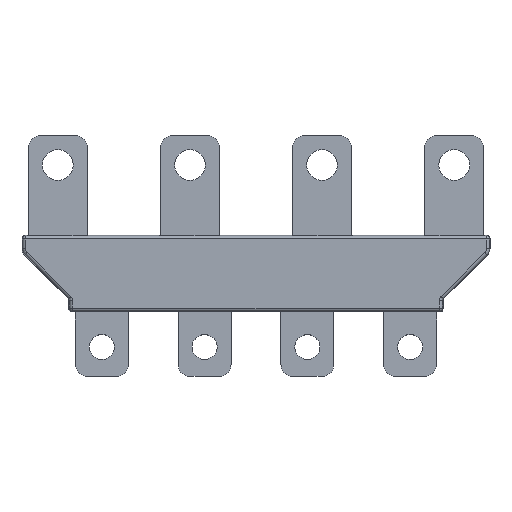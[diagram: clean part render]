
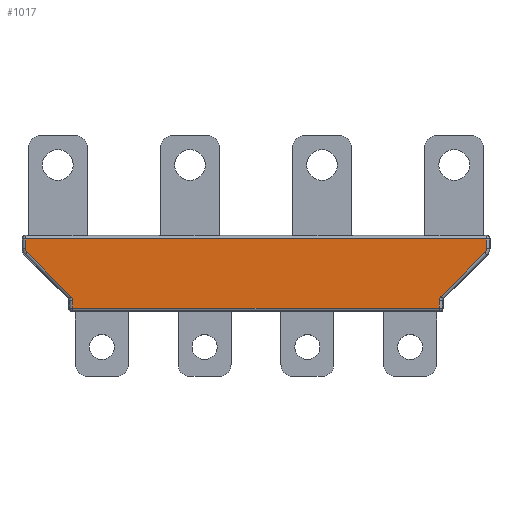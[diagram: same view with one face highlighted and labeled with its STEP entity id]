
A CAD part, top view. The second image highlights one B-rep face of the part: STEP entity #1017.
In plain terms, the highlighted planar face has unit normal (0, 0, 1).
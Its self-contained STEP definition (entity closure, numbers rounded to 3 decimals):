
#353=PLANE('',#8135);
#1017=ADVANCED_FACE('PLAN_FACE7',(#1506),#353,.T.);
#1506=FACE_OUTER_BOUND('',#1863,.T.);
#1863=EDGE_LOOP('',(#3079,#3080,#3081,#3082,#3083,#3084,#3085,#3086,#3087,
#3088,#3089,#3090));
#2256=ELLIPSE('',#8131,2.,2.);
#2257=ELLIPSE('',#8132,2.,2.);
#2258=ELLIPSE('',#8133,2.,2.);
#2259=ELLIPSE('',#8134,2.,2.);
#3079=ORIENTED_EDGE('',*,*,#5772,.T.);
#3080=ORIENTED_EDGE('',*,*,#5773,.T.);
#3081=ORIENTED_EDGE('',*,*,#5774,.T.);
#3082=ORIENTED_EDGE('',*,*,#5775,.T.);
#3083=ORIENTED_EDGE('',*,*,#5776,.T.);
#3084=ORIENTED_EDGE('',*,*,#5777,.T.);
#3085=ORIENTED_EDGE('',*,*,#5778,.T.);
#3086=ORIENTED_EDGE('',*,*,#5779,.T.);
#3087=ORIENTED_EDGE('',*,*,#5780,.T.);
#3088=ORIENTED_EDGE('',*,*,#5781,.T.);
#3089=ORIENTED_EDGE('',*,*,#5782,.T.);
#3090=ORIENTED_EDGE('',*,*,#5783,.T.);
#4615=VERTEX_POINT('',#11388);
#4627=VERTEX_POINT('',#11417);
#4775=VERTEX_POINT('',#11914);
#4776=VERTEX_POINT('',#11915);
#4777=VERTEX_POINT('',#11917);
#4778=VERTEX_POINT('',#11920);
#4779=VERTEX_POINT('',#11922);
#4780=VERTEX_POINT('',#11924);
#4781=VERTEX_POINT('',#11926);
#4782=VERTEX_POINT('',#11929);
#4783=VERTEX_POINT('',#11931);
#4784=VERTEX_POINT('',#11933);
#5772=EDGE_CURVE('',#4775,#4776,#2256,.T.);
#5773=EDGE_CURVE('',#4776,#4777,#6834,.T.);
#5774=EDGE_CURVE('',#4777,#4627,#6835,.T.);
#5775=EDGE_CURVE('',#4627,#4778,#6836,.T.);
#5776=EDGE_CURVE('',#4778,#4779,#2257,.T.);
#5777=EDGE_CURVE('',#4779,#4780,#6837,.T.);
#5778=EDGE_CURVE('',#4780,#4781,#2258,.T.);
#5779=EDGE_CURVE('',#4781,#4615,#6838,.T.);
#5780=EDGE_CURVE('',#4615,#4782,#6839,.T.);
#5781=EDGE_CURVE('',#4782,#4783,#6840,.T.);
#5782=EDGE_CURVE('',#4783,#4784,#2259,.T.);
#5783=EDGE_CURVE('',#4784,#4775,#6841,.T.);
#6834=LINE('',#11916,#7489);
#6835=LINE('',#11918,#7490);
#6836=LINE('',#11919,#7491);
#6837=LINE('',#11923,#7492);
#6838=LINE('',#11927,#7493);
#6839=LINE('',#11928,#7494);
#6840=LINE('',#11930,#7495);
#6841=LINE('',#11934,#7496);
#7489=VECTOR('',#9557,1.);
#7490=VECTOR('',#9558,1.);
#7491=VECTOR('',#9559,1.);
#7492=VECTOR('',#9562,1.);
#7493=VECTOR('',#9565,1.);
#7494=VECTOR('',#9566,1.);
#7495=VECTOR('',#9567,1.);
#7496=VECTOR('',#9570,1.);
#8131=AXIS2_PLACEMENT_3D('',#11913,#9555,#9556);
#8132=AXIS2_PLACEMENT_3D('',#11921,#9560,#9561);
#8133=AXIS2_PLACEMENT_3D('',#11925,#9563,#9564);
#8134=AXIS2_PLACEMENT_3D('',#11932,#9568,#9569);
#8135=AXIS2_PLACEMENT_3D('',#11935,#9571,#9572);
#9555=DIRECTION('',(0.,0.,1.));
#9556=DIRECTION('',(0.924,-0.383,0.));
#9557=DIRECTION('',(0.,1.,0.));
#9558=DIRECTION('',(-1.,0.,0.));
#9559=DIRECTION('',(0.,-1.,0.));
#9560=DIRECTION('',(0.,0.,1.));
#9561=DIRECTION('',(-0.924,-0.383,0.));
#9562=DIRECTION('',(0.707,-0.707,0.));
#9563=DIRECTION('',(0.,0.,-1.));
#9564=DIRECTION('',(-0.924,-0.383,0.));
#9565=DIRECTION('',(0.,-1.,0.));
#9566=DIRECTION('',(1.,0.,0.));
#9567=DIRECTION('',(0.,1.,0.));
#9568=DIRECTION('',(0.,0.,-1.));
#9569=DIRECTION('',(0.924,-0.383,0.));
#9570=DIRECTION('',(0.707,0.707,0.));
#9571=DIRECTION('',(0.,0.,1.));
#9572=DIRECTION('',(1.,0.,0.));
#11388=CARTESIAN_POINT('',(-62.499,-11.799,12.5));
#11417=CARTESIAN_POINT('',(-78.499,11.799,12.5));
#11913=CARTESIAN_POINT('',(76.499,8.498,12.5));
#11914=CARTESIAN_POINT('',(77.913,7.083,12.5));
#11915=CARTESIAN_POINT('',(78.499,8.497,12.5));
#11916=CARTESIAN_POINT('',(78.499,6.,12.5));
#11917=CARTESIAN_POINT('',(78.499,11.799,12.5));
#11918=CARTESIAN_POINT('',(62.5,11.799,12.5));
#11919=CARTESIAN_POINT('',(-78.499,6.,12.5));
#11920=CARTESIAN_POINT('',(-78.499,8.497,12.5));
#11921=CARTESIAN_POINT('',(-76.499,8.498,12.5));
#11922=CARTESIAN_POINT('',(-77.913,7.083,12.5));
#11923=CARTESIAN_POINT('',(-56.415,-14.415,12.5));
#11924=CARTESIAN_POINT('',(-63.085,-7.745,12.5));
#11925=CARTESIAN_POINT('',(-64.499,-9.16,12.5));
#11926=CARTESIAN_POINT('',(-62.499,-9.159,12.5));
#11927=CARTESIAN_POINT('',(-62.499,6.,12.5));
#11928=CARTESIAN_POINT('',(62.5,-11.799,12.5));
#11929=CARTESIAN_POINT('',(62.499,-11.799,12.5));
#11930=CARTESIAN_POINT('',(62.499,6.,12.5));
#11931=CARTESIAN_POINT('',(62.499,-9.159,12.5));
#11932=CARTESIAN_POINT('',(64.499,-9.16,12.5));
#11933=CARTESIAN_POINT('',(63.085,-7.745,12.5));
#11934=CARTESIAN_POINT('',(69.665,-1.165,12.5));
#11935=CARTESIAN_POINT('',(-22.,-2.,12.5));
